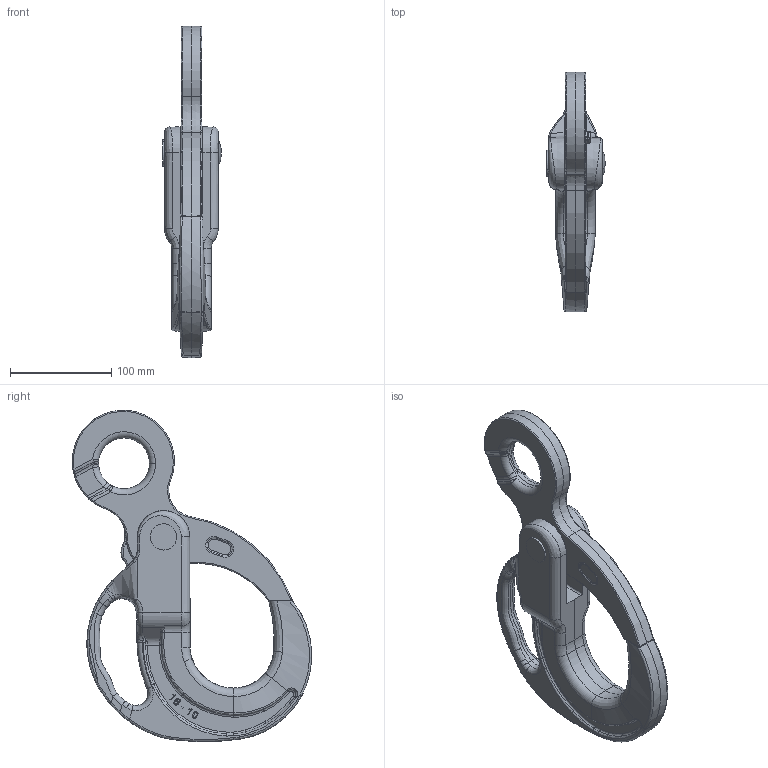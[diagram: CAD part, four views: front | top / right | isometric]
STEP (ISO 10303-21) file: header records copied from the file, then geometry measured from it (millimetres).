
FILE_DESCRIPTION(('CATIA V5 STEP Exchange'),'2;1');
FILE_NAME('X-950-16.stp','2013-11-29T09:07:44+00:00',('none'),('none'),'CATIA Version 5 Release 21 GA (IN-10)','CATIA V5 STEP AP203','none');
FILE_SCHEMA(('CONFIG_CONTROL_DESIGN'));
Products named in the file (1): X-950-16
Bounding box: 58.2 x 237.06 x 327.81 mm (x, y, z)
Volume: 866212.1 mm3; surface area: 133686.2 mm2
Topology: 1 solids, 2 shells, 609 faces, 1469 edges, 859 vertices
Faces by surface type: bspline 205, plane 122, torus 112, cone 78, cylinder 73, extrusion 9, sphere 6, revolution 4
Entity records: 43172 total; most frequent: CARTESIAN_POINT 31288, ORIENTED_EDGE 2906, DIRECTION 1527, EDGE_CURVE 1453, VERTEX_POINT 859, AXIS2_PLACEMENT_3D 775, B_SPLINE_CURVE_WITH_KNOTS 660, EDGE_LOOP 634
